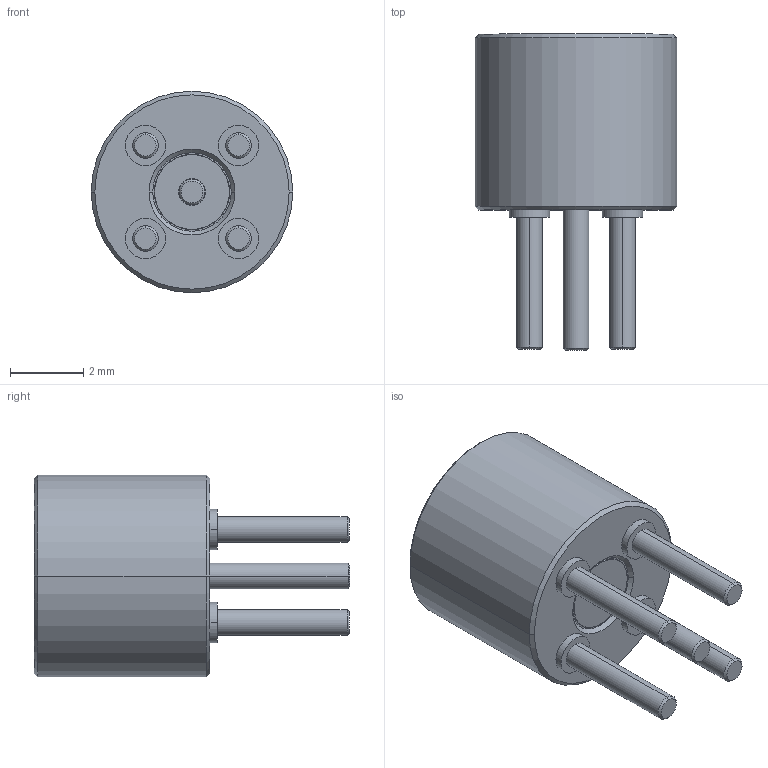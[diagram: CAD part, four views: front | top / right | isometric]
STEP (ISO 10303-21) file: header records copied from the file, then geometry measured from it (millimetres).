
FILE_DESCRIPTION((''),'2;1');
FILE_NAME('SMP-FS-LDPCT_SW0001','2020-08-24T12:40:12',('Kaviyarasan'),(''),'CREO PARAMETRIC BY PTC INC, 2019444','CREO PARAMETRIC BY PTC INC, 2019444','');
FILE_SCHEMA(('CONFIG_CONTROL_DESIGN'));
Length unit declared in the file: millimetre
Products named in the file (1): SMP-FS-LDPCT_SW0001
Bounding box: 5.5 x 8.62 x 5.5 mm (x, y, z)
Volume: 96.9 mm3; surface area: 199.8 mm2
Topology: 1 solids, 1 shells, 71 faces, 142 edges, 85 vertices
Faces by surface type: cylinder 28, cone 26, plane 15, sphere 2
Entity records: 1878 total; most frequent: DIRECTION 368, CARTESIAN_POINT 296, ORIENTED_EDGE 280, AXIS2_PLACEMENT_3D 157, EDGE_CURVE 140, CIRCLE 86, VERTEX_POINT 85, EDGE_LOOP 85
